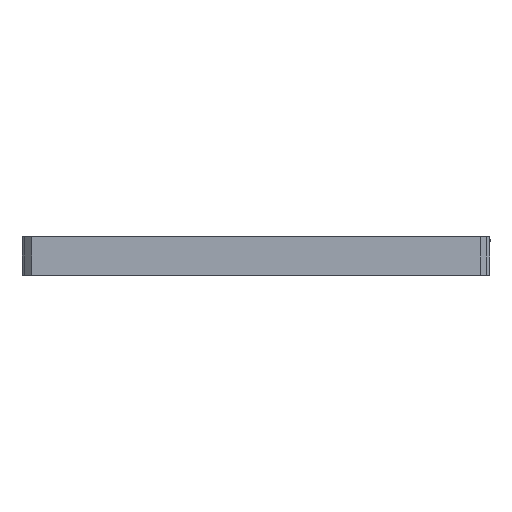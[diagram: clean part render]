
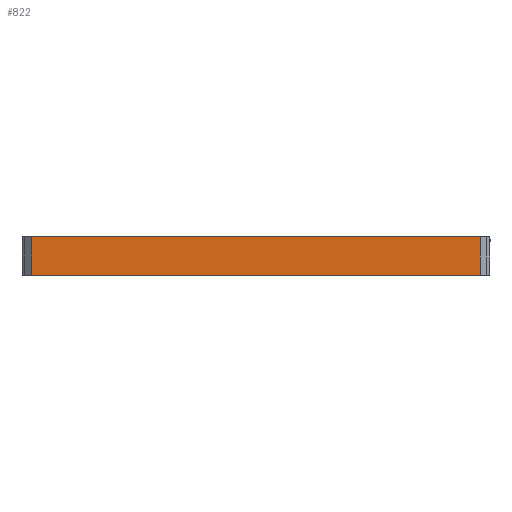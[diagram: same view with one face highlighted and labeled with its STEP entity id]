
A CAD part, front view. The second image highlights one B-rep face of the part: STEP entity #822.
In plain terms, the highlighted planar face has unit normal (0, -1, 0).
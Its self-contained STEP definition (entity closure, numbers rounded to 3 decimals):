
#822=ADVANCED_FACE('',(#8449),#8451,.T.);
#8449=FACE_BOUND('',#8450,.T.);
#8450=EDGE_LOOP('',(#15056,#15057,#15058,#15059));
#8451=PLANE('',#8452);
#8452=AXIS2_PLACEMENT_3D('',#8453,#8454,#8455);
#8453=CARTESIAN_POINT('',(92.,-64.2,0.));
#8454=DIRECTION('',(0.,-1.,0.));
#8455=DIRECTION('',(-1.,0.,0.));
#15056=ORIENTED_EDGE('',*,*,#20011,.T.);
#15057=ORIENTED_EDGE('',*,*,#20012,.T.);
#15058=ORIENTED_EDGE('',*,*,#19115,.F.);
#15059=ORIENTED_EDGE('',*,*,#20010,.F.);
#19115=EDGE_CURVE('',#21754,#21756,#21757,.T.);
#20010=EDGE_CURVE('',#23463,#21754,#23465,.T.);
#20011=EDGE_CURVE('',#23463,#23466,#23467,.T.);
#20012=EDGE_CURVE('',#23466,#21756,#23468,.T.);
#21754=VERTEX_POINT('',#26183);
#21756=VERTEX_POINT('',#26187);
#21757=LINE('',#26188,#26189);
#23463=VERTEX_POINT('',#29697);
#23465=LINE('',#29701,#29702);
#23466=VERTEX_POINT('',#29704);
#23467=LINE('',#29705,#29706);
#23468=LINE('',#29708,#29709);
#26183=CARTESIAN_POINT('',(92.,-64.2,-7.8));
#26187=CARTESIAN_POINT('',(2.,-64.2,-7.8));
#26188=CARTESIAN_POINT('',(92.,-64.2,-7.8));
#26189=VECTOR('',#26190,1.);
#26190=DIRECTION('',(-1.,0.,0.));
#29697=CARTESIAN_POINT('',(92.,-64.2,0.));
#29701=CARTESIAN_POINT('',(92.,-64.2,0.));
#29702=VECTOR('',#29703,1.);
#29703=DIRECTION('',(0.,0.,-1.));
#29704=CARTESIAN_POINT('',(2.,-64.2,0.));
#29705=CARTESIAN_POINT('',(92.,-64.2,0.));
#29706=VECTOR('',#29707,1.);
#29707=DIRECTION('',(-1.,0.,0.));
#29708=CARTESIAN_POINT('',(2.,-64.2,0.));
#29709=VECTOR('',#29710,1.);
#29710=DIRECTION('',(0.,0.,-1.));
